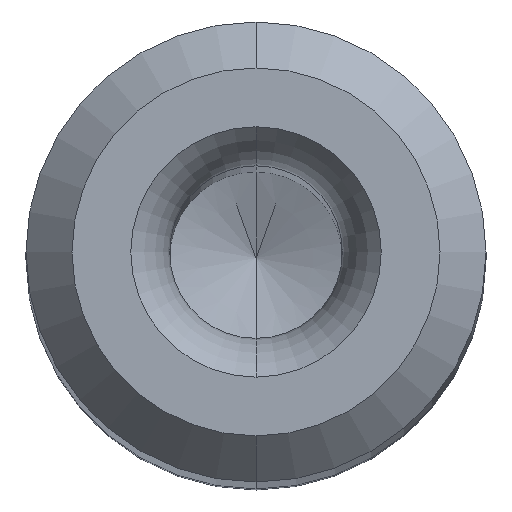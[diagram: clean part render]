
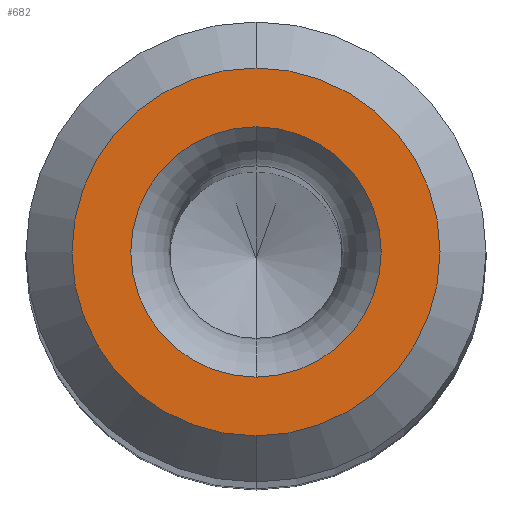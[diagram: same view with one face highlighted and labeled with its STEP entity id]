
A CAD part, top view. The second image highlights one B-rep face of the part: STEP entity #682.
In plain terms, the highlighted face is planar.
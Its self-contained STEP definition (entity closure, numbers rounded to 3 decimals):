
#269=CARTESIAN_POINT('',(0.,0.,0.));
#270=DIRECTION('',(0.,0.,1.));
#271=DIRECTION('',(0.,-1.,0.));
#272=AXIS2_PLACEMENT_3D('',#269,#270,#271);
#277=CARTESIAN_POINT('',(0.,0.,0.));
#278=DIRECTION('',(0.,0.,1.));
#279=DIRECTION('',(0.,1.,0.));
#280=AXIS2_PLACEMENT_3D('',#277,#278,#279);
#285=CARTESIAN_POINT('',(0.,0.,0.));
#286=DIRECTION('',(0.,0.,-1.));
#287=DIRECTION('',(0.,1.,0.));
#288=AXIS2_PLACEMENT_3D('',#285,#286,#287);
#293=CARTESIAN_POINT('',(0.,0.,0.));
#294=DIRECTION('',(0.,0.,-1.));
#295=DIRECTION('',(0.,-1.,0.));
#296=AXIS2_PLACEMENT_3D('',#293,#294,#295);
#411=CARTESIAN_POINT('',(0.,-3.2,0.));
#412=CARTESIAN_POINT('',(0.,3.2,0.));
#413=VERTEX_POINT('',#411);
#414=VERTEX_POINT('',#412);
#425=CARTESIAN_POINT('',(0.,2.177,0.));
#426=CARTESIAN_POINT('',(0.,-2.177,0.));
#427=VERTEX_POINT('',#425);
#428=VERTEX_POINT('',#426);
#667=CARTESIAN_POINT('',(0.,0.,0.));
#668=DIRECTION('',(0.,0.,-1.));
#669=DIRECTION('',(0.,-1.,0.));
#670=AXIS2_PLACEMENT_3D('',#667,#668,#669);
#671=PLANE('',#670);
#672=ORIENTED_EDGE('',*,*,#453,.T.);
#673=ORIENTED_EDGE('',*,*,#468,.T.);
#674=EDGE_LOOP('',(#672,#673));
#675=FACE_OUTER_BOUND('',#674,.F.);
#677=ORIENTED_EDGE('',*,*,#676,.T.);
#679=ORIENTED_EDGE('',*,*,#678,.T.);
#680=EDGE_LOOP('',(#677,#679));
#681=FACE_BOUND('',#680,.F.);
#273=CIRCLE('',#272,3.2);
#281=CIRCLE('',#280,3.2);
#289=CIRCLE('',#288,2.177);
#297=CIRCLE('',#296,2.177);
#453=EDGE_CURVE('',#413,#414,#273,.T.);
#468=EDGE_CURVE('',#414,#413,#281,.T.);
#676=EDGE_CURVE('',#427,#428,#289,.T.);
#678=EDGE_CURVE('',#428,#427,#297,.T.);
#682=ADVANCED_FACE('',(#675,#681),#671,.T.);
